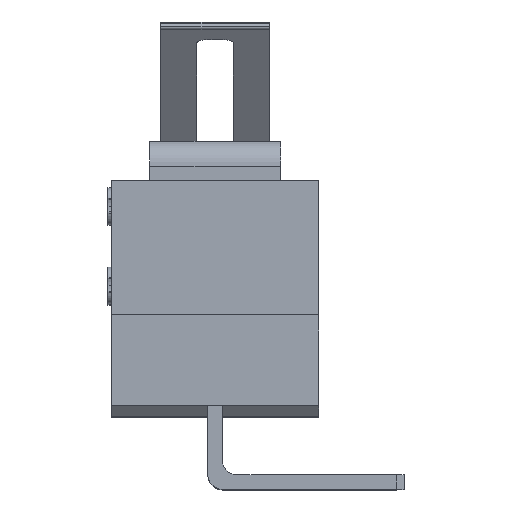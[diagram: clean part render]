
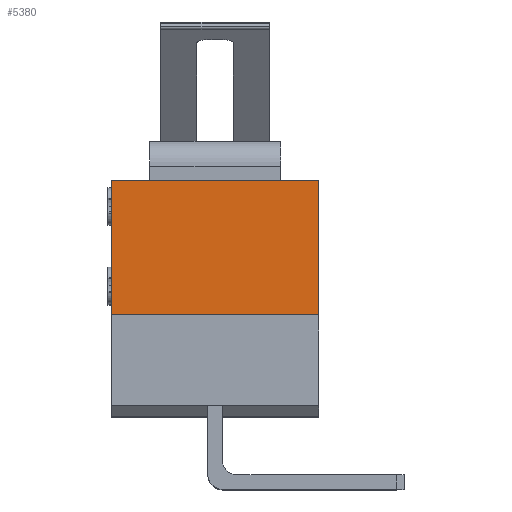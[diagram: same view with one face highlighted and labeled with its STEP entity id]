
A CAD part, top view. The second image highlights one B-rep face of the part: STEP entity #5380.
In plain terms, the highlighted planar face has unit normal (0, 0, 1).
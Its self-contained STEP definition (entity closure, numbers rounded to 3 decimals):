
#415 = LINE ( 'NONE', #14927, #5804 ) ;
#941 = CARTESIAN_POINT ( 'NONE',  ( 5.7, 1.25, 6.4 ) ) ;
#3171 = CARTESIAN_POINT ( 'NONE',  ( 0., 4.95, 6.4 ) ) ;
#3322 = LINE ( 'NONE', #8271, #3852 ) ;
#3852 = VECTOR ( 'NONE', #13221, 1000. ) ;
#4506 = CARTESIAN_POINT ( 'NONE',  ( 5.7, 1.25, 6.4 ) ) ;
#4970 = DIRECTION ( 'NONE',  ( 0., 0., 1. ) ) ;
#5380 = ADVANCED_FACE ( 'NONE', ( #12184 ), #12099, .T. ) ;
#5784 = ORIENTED_EDGE ( 'NONE', *, *, #10285, .F. ) ;
#5804 = VECTOR ( 'NONE', #14027, 1000. ) ;
#6109 = ORIENTED_EDGE ( 'NONE', *, *, #9715, .F. ) ;
#6990 = VERTEX_POINT ( 'NONE', #941 ) ;
#7246 = CARTESIAN_POINT ( 'NONE',  ( 19.024, 1.25, 6.4 ) ) ;
#7324 = DIRECTION ( 'NONE',  ( 1., 0., 0. ) ) ;
#8094 = CARTESIAN_POINT ( 'NONE',  ( 5.7, 4.95, 6.4 ) ) ;
#8271 = CARTESIAN_POINT ( 'NONE',  ( 19.024, 1.25, 6.4 ) ) ;
#8689 = CARTESIAN_POINT ( 'NONE',  ( 0., 1.25, 6.4 ) ) ;
#9208 = LINE ( 'NONE', #4506, #11767 ) ;
#9304 = EDGE_CURVE ( 'NONE', #10434, #12818, #13636, .T. ) ;
#9715 = EDGE_CURVE ( 'NONE', #6990, #10434, #3322, .T. ) ;
#10285 = EDGE_CURVE ( 'NONE', #15662, #6990, #9208, .T. ) ;
#10434 = VERTEX_POINT ( 'NONE', #14480 ) ;
#11599 = ORIENTED_EDGE ( 'NONE', *, *, #9304, .F. ) ;
#11767 = VECTOR ( 'NONE', #15367, 1000. ) ;
#12099 = PLANE ( 'NONE',  #12710 ) ;
#12184 = FACE_OUTER_BOUND ( 'NONE', #13560, .T. ) ;
#12710 = AXIS2_PLACEMENT_3D ( 'NONE', #7246, #4970, #7324 ) ;
#12818 = VERTEX_POINT ( 'NONE', #3171 ) ;
#12912 = VECTOR ( 'NONE', #15983, 1000. ) ;
#13012 = EDGE_CURVE ( 'NONE', #15662, #12818, #415, .T. ) ;
#13221 = DIRECTION ( 'NONE',  ( -1., 0., 0. ) ) ;
#13560 = EDGE_LOOP ( 'NONE', ( #5784, #14605, #11599, #6109 ) ) ;
#13636 = LINE ( 'NONE', #8689, #12912 ) ;
#14027 = DIRECTION ( 'NONE',  ( -1., 0., 0. ) ) ;
#14480 = CARTESIAN_POINT ( 'NONE',  ( 0., 1.25, 6.4 ) ) ;
#14605 = ORIENTED_EDGE ( 'NONE', *, *, #13012, .T. ) ;
#14927 = CARTESIAN_POINT ( 'NONE',  ( 19.024, 4.95, 6.4 ) ) ;
#15367 = DIRECTION ( 'NONE',  ( 0., -1., 0. ) ) ;
#15662 = VERTEX_POINT ( 'NONE', #8094 ) ;
#15983 = DIRECTION ( 'NONE',  ( 0., 1., 0. ) ) ;
